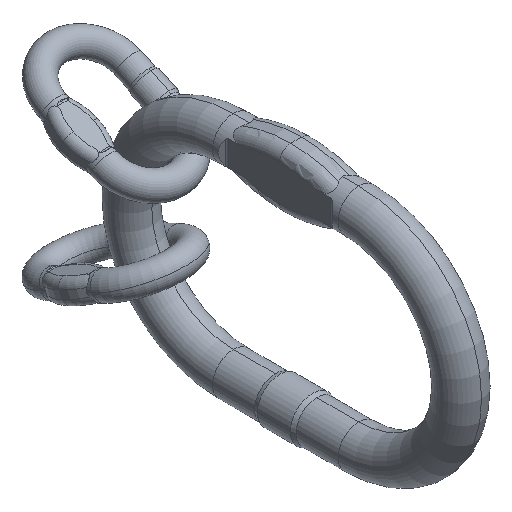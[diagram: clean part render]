
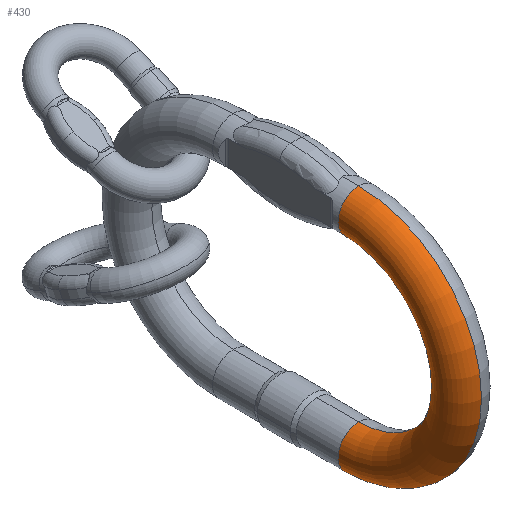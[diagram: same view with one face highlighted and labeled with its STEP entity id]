
A CAD part, isometric view. The second image highlights one B-rep face of the part: STEP entity #430.
In plain terms, the highlighted toroidal (fillet/blend) face has major radius 81.5 mm and minor radius 16.5 mm.
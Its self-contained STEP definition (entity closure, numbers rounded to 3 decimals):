
#430=ADVANCED_FACE('',(#1104),#1105,.T.);
#1104=FACE_OUTER_BOUND('',#2052,.T.);
#1105=TOROIDAL_SURFACE('',#2053,81.5,16.5);
#2052=EDGE_LOOP('',(#3294,#3295,#3296,#3297));
#2053=AXIS2_PLACEMENT_3D('',#3298,#3299,#3300);
#3294=ORIENTED_EDGE('',*,*,#6095,.F.);
#3295=ORIENTED_EDGE('',*,*,#6096,.F.);
#3296=ORIENTED_EDGE('',*,*,#6097,.F.);
#3297=ORIENTED_EDGE('',*,*,#6098,.T.);
#3298=CARTESIAN_POINT('',(0.0,-50.0,0.));
#3299=DIRECTION('',(1.0,0.0,-0.0));
#3300=DIRECTION('',(0.0,0.0,1.0));
#6095=EDGE_CURVE('',#7272,#7273,#7274,.T.);
#6096=EDGE_CURVE('',#7275,#7272,#7276,.T.);
#6097=EDGE_CURVE('',#7277,#7275,#7278,.T.);
#6098=EDGE_CURVE('',#7277,#7273,#7279,.T.);
#7272=VERTEX_POINT('',#9159);
#7273=VERTEX_POINT('',#9160);
#7274=CIRCLE('',#9161,98.);
#7275=VERTEX_POINT('',#9162);
#7276=CIRCLE('',#9163,16.5);
#7277=VERTEX_POINT('',#9164);
#7278=CIRCLE('',#9165,65.);
#7279=CIRCLE('',#9166,16.5);
#9159=CARTESIAN_POINT('',(0.,-50.0,98.0));
#9160=CARTESIAN_POINT('',(0.,-50.,-98.));
#9161=AXIS2_PLACEMENT_3D('',#12325,#12326,#12327);
#9162=CARTESIAN_POINT('',(0.0,-50.0,65.0));
#9163=AXIS2_PLACEMENT_3D('',#12328,#12329,#12330);
#9164=CARTESIAN_POINT('',(0.0,-50.,-65.));
#9165=AXIS2_PLACEMENT_3D('',#12331,#12332,#12333);
#9166=AXIS2_PLACEMENT_3D('',#12334,#12335,#12336);
#12325=CARTESIAN_POINT('',(0.,-50.0,0.));
#12326=DIRECTION('',(1.0,0.0,-0.0));
#12327=DIRECTION('',(-0.0,0.0,-1.0));
#12328=CARTESIAN_POINT('',(0.0,-50.0,81.5));
#12329=DIRECTION('',(0.0,1.0,0.));
#12330=DIRECTION('',(0.0,0.,-1.0));
#12331=CARTESIAN_POINT('',(0.,-50.0,0.));
#12332=DIRECTION('',(-1.0,-0.0,-0.0));
#12333=DIRECTION('',(0.0,0.0,-1.0));
#12334=CARTESIAN_POINT('',(0.0,-50.,-81.5));
#12335=DIRECTION('',(0.0,-1.0,0.));
#12336=DIRECTION('',(0.0,0.,1.0));
